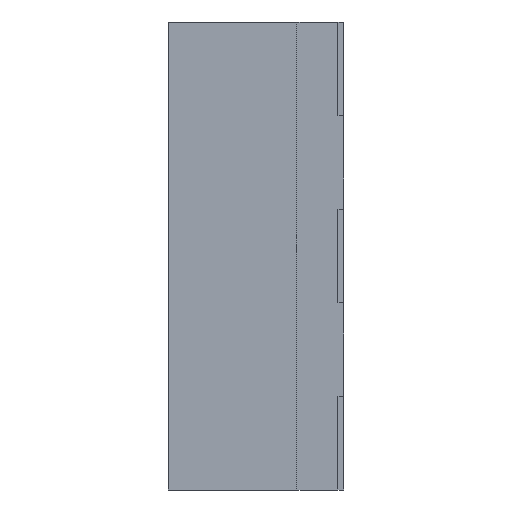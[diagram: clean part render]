
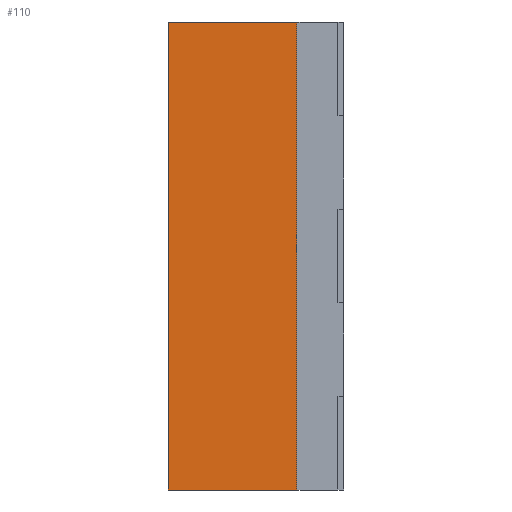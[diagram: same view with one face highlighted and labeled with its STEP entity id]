
A CAD part, left-side view. The second image highlights one B-rep face of the part: STEP entity #110.
In plain terms, the highlighted planar face has unit normal (-1, 0, 0).
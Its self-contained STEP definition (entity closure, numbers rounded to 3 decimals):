
#110 = ADVANCED_FACE ( 'NONE', ( #820 ), #474, .F. ) ;
#117 = LINE ( 'NONE', #769, #1828 ) ;
#147 = CARTESIAN_POINT ( 'NONE',  ( -1., 0.2, -1. ) ) ;
#219 = LINE ( 'NONE', #1528, #1720 ) ;
#333 = CARTESIAN_POINT ( 'NONE',  ( -1., 0.2, 1. ) ) ;
#343 = CARTESIAN_POINT ( 'NONE',  ( -1., 0.75, -1. ) ) ;
#389 = EDGE_LOOP ( 'NONE', ( #1038, #1255, #844, #964 ) ) ;
#396 = DIRECTION ( 'NONE',  ( 0., -1., 0. ) ) ;
#436 = EDGE_CURVE ( 'NONE', #1064, #1797, #219, .T. ) ;
#460 = VECTOR ( 'NONE', #396, 1000. ) ;
#474 = PLANE ( 'NONE',  #511 ) ;
#480 = VECTOR ( 'NONE', #1236, 1000. ) ;
#511 = AXIS2_PLACEMENT_3D ( 'NONE', #1873, #1709, #935 ) ;
#532 = LINE ( 'NONE', #343, #480 ) ;
#559 = CARTESIAN_POINT ( 'NONE',  ( -1., 0.75, 1. ) ) ;
#667 = VERTEX_POINT ( 'NONE', #559 ) ;
#751 = VERTEX_POINT ( 'NONE', #333 ) ;
#769 = CARTESIAN_POINT ( 'NONE',  ( -1., 0.2, -1. ) ) ;
#820 = FACE_OUTER_BOUND ( 'NONE', #389, .T. ) ;
#844 = ORIENTED_EDGE ( 'NONE', *, *, #436, .T. ) ;
#935 = DIRECTION ( 'NONE',  ( 0., 0., -1. ) ) ;
#964 = ORIENTED_EDGE ( 'NONE', *, *, #1249, .T. ) ;
#1038 = ORIENTED_EDGE ( 'NONE', *, *, #1891, .F. ) ;
#1064 = VERTEX_POINT ( 'NONE', #1786 ) ;
#1236 = DIRECTION ( 'NONE',  ( 0., 0., -1. ) ) ;
#1249 = EDGE_CURVE ( 'NONE', #1797, #751, #117, .T. ) ;
#1255 = ORIENTED_EDGE ( 'NONE', *, *, #1405, .T. ) ;
#1405 = EDGE_CURVE ( 'NONE', #667, #1064, #532, .T. ) ;
#1528 = CARTESIAN_POINT ( 'NONE',  ( -1., 4.328, -1. ) ) ;
#1709 = DIRECTION ( 'NONE',  ( 1., 0., 0. ) ) ;
#1720 = VECTOR ( 'NONE', #1994, 1000. ) ;
#1786 = CARTESIAN_POINT ( 'NONE',  ( -1., 0.75, -1. ) ) ;
#1797 = VERTEX_POINT ( 'NONE', #147 ) ;
#1813 = LINE ( 'NONE', #1941, #460 ) ;
#1828 = VECTOR ( 'NONE', #1841, 1000. ) ;
#1841 = DIRECTION ( 'NONE',  ( 0., 0., 1. ) ) ;
#1873 = CARTESIAN_POINT ( 'NONE',  ( -1., 4.328, -1. ) ) ;
#1891 = EDGE_CURVE ( 'NONE', #667, #751, #1813, .T. ) ;
#1941 = CARTESIAN_POINT ( 'NONE',  ( -1., 4.328, 1. ) ) ;
#1994 = DIRECTION ( 'NONE',  ( 0., -1., 0. ) ) ;
